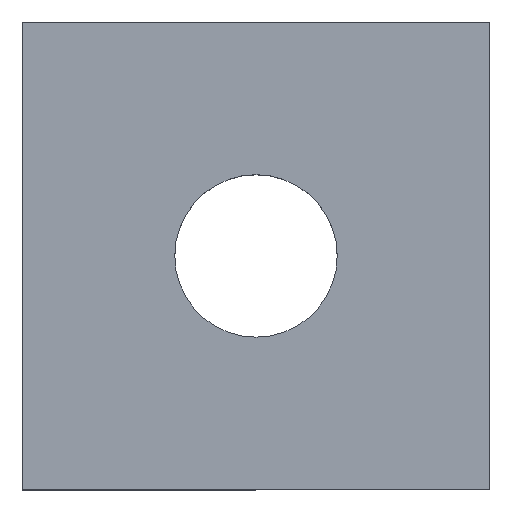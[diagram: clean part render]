
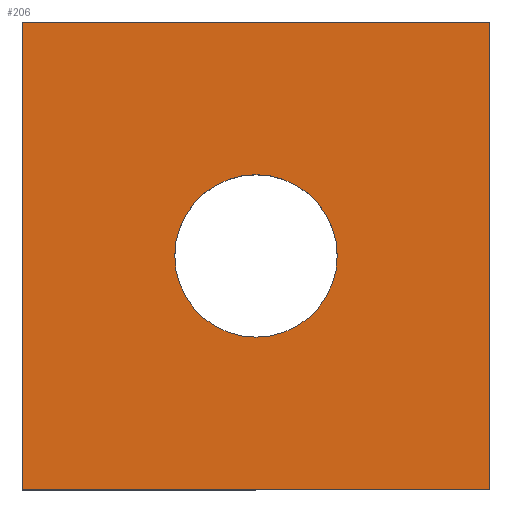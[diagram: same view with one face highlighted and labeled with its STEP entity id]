
A CAD part, top view. The second image highlights one B-rep face of the part: STEP entity #206.
In plain terms, the highlighted planar face has unit normal (0, 0, 1).
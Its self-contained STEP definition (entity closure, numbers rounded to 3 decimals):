
#1 = EDGE_LOOP ( 'NONE', ( #39, #34, #262, #90 ) ) ;
#2 = DIRECTION ( 'NONE',  ( 1., 0., 0. ) ) ;
#4 = VERTEX_POINT ( 'NONE', #187 ) ;
#17 = CARTESIAN_POINT ( 'NONE',  ( 9.5, 9.5, 4. ) ) ;
#20 = LINE ( 'NONE', #178, #245 ) ;
#22 = DIRECTION ( 'NONE',  ( 0., 0., 1. ) ) ;
#34 = ORIENTED_EDGE ( 'NONE', *, *, #102, .T. ) ;
#35 = VERTEX_POINT ( 'NONE', #53 ) ;
#39 = ORIENTED_EDGE ( 'NONE', *, *, #85, .T. ) ;
#41 = EDGE_CURVE ( 'NONE', #4, #157, #259, .T. ) ;
#53 = CARTESIAN_POINT ( 'NONE',  ( 19., 0., 4. ) ) ;
#62 = VERTEX_POINT ( 'NONE', #273 ) ;
#65 = VECTOR ( 'NONE', #231, 1000. ) ;
#68 = VERTEX_POINT ( 'NONE', #269 ) ;
#85 = EDGE_CURVE ( 'NONE', #68, #196, #250, .T. ) ;
#90 = ORIENTED_EDGE ( 'NONE', *, *, #167, .T. ) ;
#102 = EDGE_CURVE ( 'NONE', #196, #35, #189, .T. ) ;
#105 = FACE_BOUND ( 'NONE', #109, .T. ) ;
#108 = PLANE ( 'NONE',  #220 ) ;
#109 = EDGE_LOOP ( 'NONE', ( #207, #271 ) ) ;
#111 = AXIS2_PLACEMENT_3D ( 'NONE', #17, #22, #2 ) ;
#127 = DIRECTION ( 'NONE',  ( -1., 0., 0. ) ) ;
#130 = DIRECTION ( 'NONE',  ( 0., 0., -1. ) ) ;
#132 = EDGE_CURVE ( 'NONE', #35, #62, #194, .T. ) ;
#134 = VECTOR ( 'NONE', #222, 1000. ) ;
#135 = DIRECTION ( 'NONE',  ( 1., 0., 0. ) ) ;
#139 = DIRECTION ( 'NONE',  ( 0., 0., 1. ) ) ;
#140 = CARTESIAN_POINT ( 'NONE',  ( 9.5, 9.5, 4. ) ) ;
#141 = CARTESIAN_POINT ( 'NONE',  ( 0., 19., 4. ) ) ;
#148 = CARTESIAN_POINT ( 'NONE',  ( 0., 0., 4. ) ) ;
#152 = AXIS2_PLACEMENT_3D ( 'NONE', #140, #139, #135 ) ;
#157 = VERTEX_POINT ( 'NONE', #186 ) ;
#167 = EDGE_CURVE ( 'NONE', #62, #68, #20, .T. ) ;
#171 = CIRCLE ( 'NONE', #152, 3.3 ) ;
#176 = DIRECTION ( 'NONE',  ( -1., 0., 0. ) ) ;
#178 = CARTESIAN_POINT ( 'NONE',  ( 0., 19., 4. ) ) ;
#186 = CARTESIAN_POINT ( 'NONE',  ( 12.8, 9.5, 4. ) ) ;
#187 = CARTESIAN_POINT ( 'NONE',  ( 6.2, 9.5, 4. ) ) ;
#189 = LINE ( 'NONE', #229, #134 ) ;
#194 = LINE ( 'NONE', #200, #65 ) ;
#196 = VERTEX_POINT ( 'NONE', #148 ) ;
#200 = CARTESIAN_POINT ( 'NONE',  ( 19., 0., 4. ) ) ;
#203 = EDGE_CURVE ( 'NONE', #157, #4, #171, .T. ) ;
#206 = ADVANCED_FACE ( 'NONE', ( #274, #105 ), #108, .F. ) ;
#207 = ORIENTED_EDGE ( 'NONE', *, *, #41, .F. ) ;
#214 = VECTOR ( 'NONE', #233, 1000. ) ;
#220 = AXIS2_PLACEMENT_3D ( 'NONE', #141, #130, #127 ) ;
#222 = DIRECTION ( 'NONE',  ( 1., 0., 0. ) ) ;
#229 = CARTESIAN_POINT ( 'NONE',  ( 0., 0., 4. ) ) ;
#231 = DIRECTION ( 'NONE',  ( 0., 1., 0. ) ) ;
#233 = DIRECTION ( 'NONE',  ( 0., -1., 0. ) ) ;
#245 = VECTOR ( 'NONE', #176, 1000. ) ;
#250 = LINE ( 'NONE', #251, #214 ) ;
#251 = CARTESIAN_POINT ( 'NONE',  ( 0., 0., 4. ) ) ;
#259 = CIRCLE ( 'NONE', #111, 3.3 ) ;
#262 = ORIENTED_EDGE ( 'NONE', *, *, #132, .T. ) ;
#269 = CARTESIAN_POINT ( 'NONE',  ( 0., 19., 4. ) ) ;
#271 = ORIENTED_EDGE ( 'NONE', *, *, #203, .F. ) ;
#273 = CARTESIAN_POINT ( 'NONE',  ( 19., 19., 4. ) ) ;
#274 = FACE_OUTER_BOUND ( 'NONE', #1, .T. ) ;
